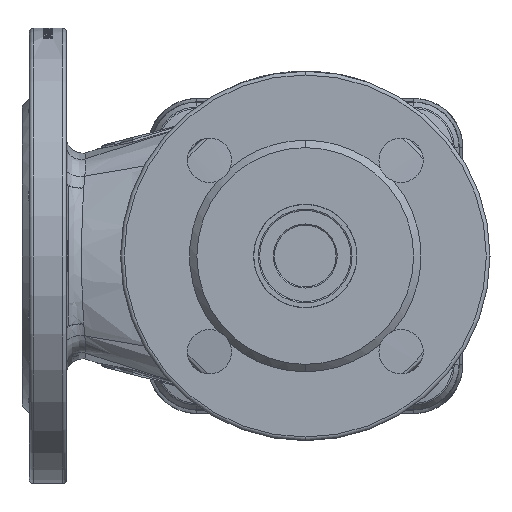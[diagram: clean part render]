
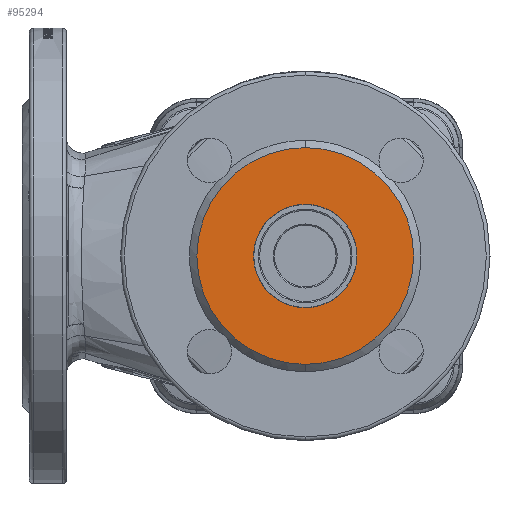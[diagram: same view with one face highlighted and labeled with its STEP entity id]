
A CAD part, front view. The second image highlights one B-rep face of the part: STEP entity #95294.
In plain terms, the highlighted planar face has unit normal (0, -1, 0).
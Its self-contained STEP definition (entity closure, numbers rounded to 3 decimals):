
#370 = CARTESIAN_POINT ( 'NONE',  ( 0., -140., 0. ) ) ;
#6580 = EDGE_LOOP ( 'NONE', ( #24029, #23025 ) ) ;
#7851 = AXIS2_PLACEMENT_3D ( 'NONE', #63566, #99766, #15713 ) ;
#8530 = CARTESIAN_POINT ( 'NONE',  ( 0., -140., 44. ) ) ;
#12419 = AXIS2_PLACEMENT_3D ( 'NONE', #62066, #110085, #99823 ) ;
#13277 = CIRCLE ( 'NONE', #96111, 21. ) ;
#14573 = EDGE_LOOP ( 'NONE', ( #80903, #66364 ) ) ;
#15713 = DIRECTION ( 'NONE',  ( 0., 0., -1. ) ) ;
#17838 = DIRECTION ( 'NONE',  ( 0., 0., 1. ) ) ;
#22108 = CIRCLE ( 'NONE', #150260, 21. ) ;
#23025 = ORIENTED_EDGE ( 'NONE', *, *, #102744, .F. ) ;
#23456 = CARTESIAN_POINT ( 'NONE',  ( 0., -140., -44. ) ) ;
#24029 = ORIENTED_EDGE ( 'NONE', *, *, #62446, .F. ) ;
#26635 = CARTESIAN_POINT ( 'NONE',  ( 0., -140., 21. ) ) ;
#31921 = DIRECTION ( 'NONE',  ( 0., 1., 0. ) ) ;
#32975 = VERTEX_POINT ( 'NONE', #26635 ) ;
#34255 = DIRECTION ( 'NONE',  ( 0., -1., 0. ) ) ;
#43861 = EDGE_CURVE ( 'NONE', #80270, #32975, #13277, .T. ) ;
#44357 = AXIS2_PLACEMENT_3D ( 'NONE', #79056, #31921, #17838 ) ;
#47261 = CARTESIAN_POINT ( 'NONE',  ( 0., -140., -21. ) ) ;
#53317 = FACE_BOUND ( 'NONE', #14573, .T. ) ;
#62066 = CARTESIAN_POINT ( 'NONE',  ( 0., -140., 0. ) ) ;
#62446 = EDGE_CURVE ( 'NONE', #99495, #92063, #89527, .T. ) ;
#63566 = CARTESIAN_POINT ( 'NONE',  ( 0., -140., 0. ) ) ;
#66364 = ORIENTED_EDGE ( 'NONE', *, *, #43861, .F. ) ;
#70117 = EDGE_CURVE ( 'NONE', #32975, #80270, #22108, .T. ) ;
#75399 = PLANE ( 'NONE',  #7851 ) ;
#78477 = FACE_OUTER_BOUND ( 'NONE', #6580, .T. ) ;
#79056 = CARTESIAN_POINT ( 'NONE',  ( 0., -140., 0. ) ) ;
#80270 = VERTEX_POINT ( 'NONE', #47261 ) ;
#80903 = ORIENTED_EDGE ( 'NONE', *, *, #70117, .F. ) ;
#82963 = CARTESIAN_POINT ( 'NONE',  ( 0., -140., 0. ) ) ;
#89527 = CIRCLE ( 'NONE', #44357, 44. ) ;
#92063 = VERTEX_POINT ( 'NONE', #23456 ) ;
#95294 = ADVANCED_FACE ( 'NONE', ( #53317, #78477 ), #75399, .T. ) ;
#96111 = AXIS2_PLACEMENT_3D ( 'NONE', #82963, #132596, #131085 ) ;
#99495 = VERTEX_POINT ( 'NONE', #8530 ) ;
#99766 = DIRECTION ( 'NONE',  ( 0., -1., 0. ) ) ;
#99823 = DIRECTION ( 'NONE',  ( 0., 0., 1. ) ) ;
#100276 = CIRCLE ( 'NONE', #12419, 44. ) ;
#102744 = EDGE_CURVE ( 'NONE', #92063, #99495, #100276, .T. ) ;
#110085 = DIRECTION ( 'NONE',  ( 0., 1., 0. ) ) ;
#120742 = DIRECTION ( 'NONE',  ( 0., 0., -1. ) ) ;
#131085 = DIRECTION ( 'NONE',  ( 0., 0., -1. ) ) ;
#132596 = DIRECTION ( 'NONE',  ( 0., -1., 0. ) ) ;
#150260 = AXIS2_PLACEMENT_3D ( 'NONE', #370, #34255, #120742 ) ;
